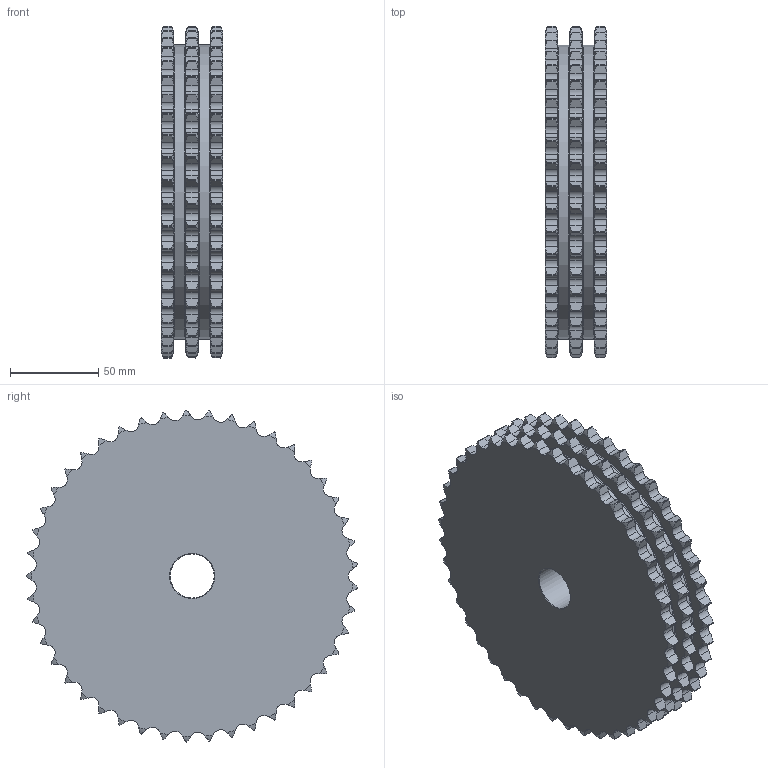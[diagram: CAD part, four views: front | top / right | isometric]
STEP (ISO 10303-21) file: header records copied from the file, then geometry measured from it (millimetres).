
FILE_DESCRIPTION( ( 'STEP AP203' ), '1' );
FILE_NAME( '1-2x5-16_drl_13524500Isometric_27.stp', '2018-12-11T11:12:12', ( '' ), ( '' ), ' ', 'PARTsolutions', ' ' );
FILE_SCHEMA( ( 'CONFIG_CONTROL_DESIGN' ) );
Length unit declared in the file: millimetre
Products named in the file (1): _1-2x5-16_drl_13524500
Bounding box: 34.9 x 188.38 x 188.49 mm (x, y, z)
Volume: 829286.1 mm3; surface area: 91691.3 mm2
Topology: 1 solids, 1 shells, 1230 faces, 3666 edges, 2442 vertices
Faces by surface type: cylinder 678, plane 276, torus 274, cone 2
Full cylindrical faces by diameter (mm): 25 x1, 167 x2
Entity records: 42577 total; most frequent: CARTESIAN_POINT 10570, ORIENTED_EDGE 7314, DIRECTION 6131, EDGE_CURVE 3657, VERTEX_POINT 2442, AXIS2_PLACEMENT_3D 2323, LINE 1485, VECTOR 1485
